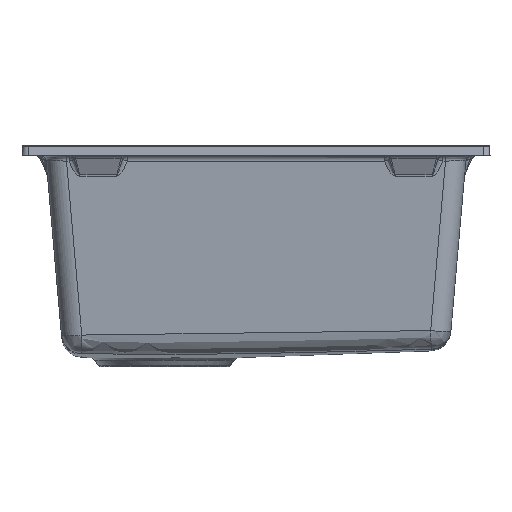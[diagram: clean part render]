
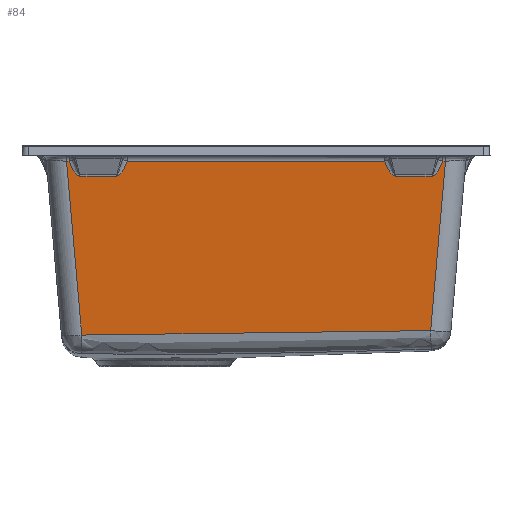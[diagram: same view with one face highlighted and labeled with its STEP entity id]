
A CAD part, left-side view. The second image highlights one B-rep face of the part: STEP entity #84.
In plain terms, the highlighted planar face has unit normal (-0.996, 0, -0.087).
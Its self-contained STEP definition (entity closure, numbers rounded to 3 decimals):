
#84=ADVANCED_FACE('',(#396),#4211,.T.);
#396=FACE_OUTER_BOUND('',#709,.T.);
#709=EDGE_LOOP('',(#1210,#1211,#1212,#1213,#1214,#1215,#1216,#1217,#1218,
#1219,#1220,#1221));
#1210=ORIENTED_EDGE('',*,*,#2539,.T.);
#1211=ORIENTED_EDGE('',*,*,#2540,.T.);
#1212=ORIENTED_EDGE('',*,*,#2541,.T.);
#1213=ORIENTED_EDGE('',*,*,#2542,.T.);
#1214=ORIENTED_EDGE('',*,*,#2492,.T.);
#1215=ORIENTED_EDGE('',*,*,#2543,.T.);
#1216=ORIENTED_EDGE('',*,*,#2544,.T.);
#1217=ORIENTED_EDGE('',*,*,#2545,.T.);
#1218=ORIENTED_EDGE('',*,*,#2502,.T.);
#1219=ORIENTED_EDGE('',*,*,#2692,.T.);
#1220=ORIENTED_EDGE('',*,*,#2546,.T.);
#1221=ORIENTED_EDGE('',*,*,#2696,.T.);
#2492=EDGE_CURVE('',#3934,#3935,#3127,.T.);
#2502=EDGE_CURVE('',#3946,#3947,#3135,.T.);
#2539=EDGE_CURVE('',#3992,#3993,#3161,.T.);
#2540=EDGE_CURVE('',#3993,#3994,#3470,.T.);
#2541=EDGE_CURVE('',#3994,#3995,#3162,.T.);
#2542=EDGE_CURVE('',#3995,#3934,#3471,.T.);
#2543=EDGE_CURVE('',#3935,#3996,#3472,.T.);
#2544=EDGE_CURVE('',#3996,#3997,#3163,.T.);
#2545=EDGE_CURVE('',#3997,#3946,#3473,.T.);
#2546=EDGE_CURVE('',#3998,#3999,#3164,.T.);
#2692=EDGE_CURVE('',#3947,#3998,#3223,.T.);
#2696=EDGE_CURVE('',#3999,#3992,#3226,.T.);
#3127=B_SPLINE_CURVE_WITH_KNOTS('',1,(#13343,#13344),.UNSPECIFIED.,.F.,
 .F.,(2,2),(-253.021,0.),.UNSPECIFIED.);
#3135=B_SPLINE_CURVE_WITH_KNOTS('',1,(#13397,#13398),.UNSPECIFIED.,.F.,
 .F.,(2,2),(-2.761,0.),.UNSPECIFIED.);
#3161=B_SPLINE_CURVE_WITH_KNOTS('',1,(#13576,#13577),.UNSPECIFIED.,.F.,
 .F.,(2,2),(0.,2.761),.UNSPECIFIED.);
#3162=B_SPLINE_CURVE_WITH_KNOTS('',1,(#13582,#13583),.UNSPECIFIED.,.F.,
 .F.,(2,2),(0.,36.348),.UNSPECIFIED.);
#3163=B_SPLINE_CURVE_WITH_KNOTS('',1,(#13592,#13593),.UNSPECIFIED.,.F.,
 .F.,(2,2),(0.,36.348),.UNSPECIFIED.);
#3164=B_SPLINE_CURVE_WITH_KNOTS('',3,(#13598,#13599,#13600,#13601,#13602,
#13603,#13604,#13605,#13606,#13607,#13608,#13609,#13610,#13611),
 .UNSPECIFIED.,.F.,.F.,(4,2,2,2,2,2,4),(0.,42.878,85.756,
128.634,171.512,257.268,343.025),
 .UNSPECIFIED.);
#3223=B_SPLINE_CURVE_WITH_KNOTS('',1,(#14163,#14164),.UNSPECIFIED.,.F.,
 .F.,(2,2),(-172.308,0.),.UNSPECIFIED.);
#3226=B_SPLINE_CURVE_WITH_KNOTS('',1,(#14172,#14173),.UNSPECIFIED.,.F.,
 .F.,(2,2),(-167.904,0.),.UNSPECIFIED.);
#3470=(
BOUNDED_CURVE()
B_SPLINE_CURVE(3,(#13578,#13579,#13580,#13581),.UNSPECIFIED.,.F.,.F.)
B_SPLINE_CURVE_WITH_KNOTS((4,4),(0.,19.917),.UNSPECIFIED.)
CURVE()
GEOMETRIC_REPRESENTATION_ITEM()
RATIONAL_B_SPLINE_CURVE((1.,0.866,0.866,1.))
REPRESENTATION_ITEM('')
);
#3471=(
BOUNDED_CURVE()
B_SPLINE_CURVE(3,(#13584,#13585,#13586,#13587),.UNSPECIFIED.,.F.,.F.)
B_SPLINE_CURVE_WITH_KNOTS((4,4),(0.,19.917),.UNSPECIFIED.)
CURVE()
GEOMETRIC_REPRESENTATION_ITEM()
RATIONAL_B_SPLINE_CURVE((1.,0.866,0.866,1.))
REPRESENTATION_ITEM('')
);
#3472=(
BOUNDED_CURVE()
B_SPLINE_CURVE(3,(#13588,#13589,#13590,#13591),.UNSPECIFIED.,.F.,.F.)
B_SPLINE_CURVE_WITH_KNOTS((4,4),(0.,19.917),.UNSPECIFIED.)
CURVE()
GEOMETRIC_REPRESENTATION_ITEM()
RATIONAL_B_SPLINE_CURVE((1.,0.866,0.866,1.))
REPRESENTATION_ITEM('')
);
#3473=(
BOUNDED_CURVE()
B_SPLINE_CURVE(3,(#13594,#13595,#13596,#13597),.UNSPECIFIED.,.F.,.F.)
B_SPLINE_CURVE_WITH_KNOTS((4,4),(0.,19.917),.UNSPECIFIED.)
CURVE()
GEOMETRIC_REPRESENTATION_ITEM()
RATIONAL_B_SPLINE_CURVE((1.,0.866,0.866,1.))
REPRESENTATION_ITEM('')
);
#3934=VERTEX_POINT('',#12712);
#3935=VERTEX_POINT('',#12713);
#3946=VERTEX_POINT('',#12724);
#3947=VERTEX_POINT('',#12725);
#3992=VERTEX_POINT('',#12770);
#3993=VERTEX_POINT('',#12771);
#3994=VERTEX_POINT('',#12772);
#3995=VERTEX_POINT('',#12773);
#3996=VERTEX_POINT('',#12774);
#3997=VERTEX_POINT('',#12775);
#3998=VERTEX_POINT('',#12776);
#3999=VERTEX_POINT('',#12777);
#4211=PLANE('',#4557);
#4557=AXIS2_PLACEMENT_3D('',#6049,#4700,$);
#4700=DIRECTION('',(-0.996,0.,-0.087));
#6049=CARTESIAN_POINT('',(-402.677,114.731,1.69));
#12712=CARTESIAN_POINT('',(-401.175,-235.28,-15.477));
#12713=CARTESIAN_POINT('',(-401.175,17.74,-15.477));
#12724=CARTESIAN_POINT('',(-401.175,74.72,-15.477));
#12725=CARTESIAN_POINT('',(-401.175,77.481,-15.477));
#12770=CARTESIAN_POINT('',(-401.175,-295.021,-15.477));
#12771=CARTESIAN_POINT('',(-401.175,-292.26,-15.477));
#12772=CARTESIAN_POINT('',(-399.88,-281.944,-30.271));
#12773=CARTESIAN_POINT('',(-399.88,-245.596,-30.271));
#12774=CARTESIAN_POINT('',(-399.88,28.056,-30.271));
#12775=CARTESIAN_POINT('',(-399.88,64.404,-30.271));
#12776=CARTESIAN_POINT('',(-386.214,62.52,-186.481));
#12777=CARTESIAN_POINT('',(-386.596,-280.442,-182.11));
#13343=CARTESIAN_POINT('',(-401.175,-235.28,-15.477));
#13344=CARTESIAN_POINT('',(-401.175,17.74,-15.477));
#13397=CARTESIAN_POINT('',(-401.175,74.72,-15.477));
#13398=CARTESIAN_POINT('',(-401.175,77.481,-15.477));
#13576=CARTESIAN_POINT('',(-401.175,-295.021,-15.477));
#13577=CARTESIAN_POINT('',(-401.175,-292.26,-15.477));
#13578=CARTESIAN_POINT('',(-401.175,-292.26,-15.477));
#13579=CARTESIAN_POINT('',(-400.379,-289.259,-24.573));
#13580=CARTESIAN_POINT('',(-399.88,-285.286,-30.271));
#13581=CARTESIAN_POINT('',(-399.88,-281.944,-30.271));
#13582=CARTESIAN_POINT('',(-399.88,-281.944,-30.271));
#13583=CARTESIAN_POINT('',(-399.88,-245.596,-30.271));
#13584=CARTESIAN_POINT('',(-399.88,-245.596,-30.271));
#13585=CARTESIAN_POINT('',(-399.88,-242.254,-30.271));
#13586=CARTESIAN_POINT('',(-400.379,-238.281,-24.573));
#13587=CARTESIAN_POINT('',(-401.175,-235.28,-15.477));
#13588=CARTESIAN_POINT('',(-401.175,17.74,-15.477));
#13589=CARTESIAN_POINT('',(-400.379,20.741,-24.573));
#13590=CARTESIAN_POINT('',(-399.88,24.714,-30.271));
#13591=CARTESIAN_POINT('',(-399.88,28.056,-30.271));
#13592=CARTESIAN_POINT('',(-399.88,28.056,-30.271));
#13593=CARTESIAN_POINT('',(-399.88,64.404,-30.271));
#13594=CARTESIAN_POINT('',(-399.88,64.404,-30.271));
#13595=CARTESIAN_POINT('',(-399.88,67.746,-30.271));
#13596=CARTESIAN_POINT('',(-400.379,71.719,-24.573));
#13597=CARTESIAN_POINT('',(-401.175,74.72,-15.477));
#13598=CARTESIAN_POINT('',(-386.214,62.52,-186.481));
#13599=CARTESIAN_POINT('',(-386.194,48.225,-186.7));
#13600=CARTESIAN_POINT('',(-386.179,33.93,-186.873));
#13601=CARTESIAN_POINT('',(-386.16,5.342,-187.099));
#13602=CARTESIAN_POINT('',(-386.155,-8.951,-187.151));
#13603=CARTESIAN_POINT('',(-386.157,-37.535,-187.124));
#13604=CARTESIAN_POINT('',(-386.164,-51.827,-187.045));
#13605=CARTESIAN_POINT('',(-386.188,-80.408,-186.771));
#13606=CARTESIAN_POINT('',(-386.205,-94.698,-186.576));
#13607=CARTESIAN_POINT('',(-386.268,-137.566,-185.86));
#13608=CARTESIAN_POINT('',(-386.325,-166.143,-185.212));
#13609=CARTESIAN_POINT('',(-386.452,-223.294,-183.76));
#13610=CARTESIAN_POINT('',(-386.522,-251.868,-182.953));
#13611=CARTESIAN_POINT('',(-386.596,-280.442,-182.11));
#14163=CARTESIAN_POINT('',(-401.175,77.481,-15.477));
#14164=CARTESIAN_POINT('',(-386.214,62.52,-186.481));
#14172=CARTESIAN_POINT('',(-386.596,-280.442,-182.11));
#14173=CARTESIAN_POINT('',(-401.175,-295.021,-15.477));
